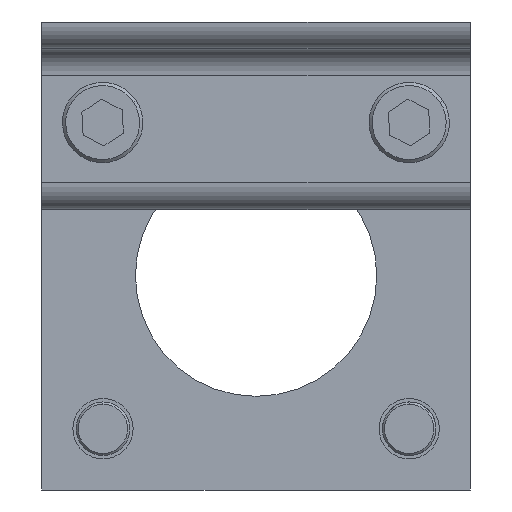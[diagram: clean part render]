
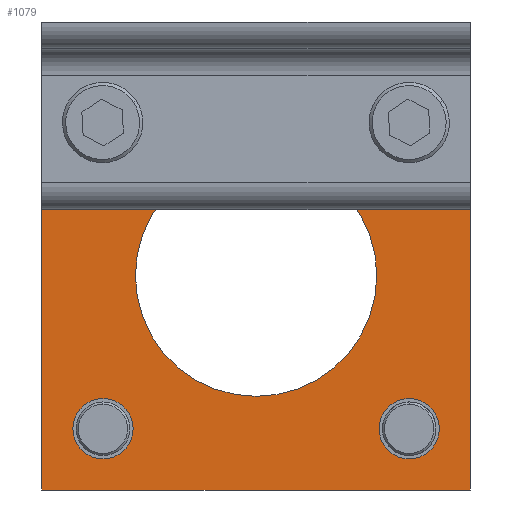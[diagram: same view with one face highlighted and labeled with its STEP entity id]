
A CAD part, front view. The second image highlights one B-rep face of the part: STEP entity #1079.
In plain terms, the highlighted planar face has unit normal (0, -1, 0).
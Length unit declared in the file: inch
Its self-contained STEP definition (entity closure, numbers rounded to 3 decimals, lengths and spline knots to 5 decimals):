
#8 = CIRCLE ( 'NONE', #1913, 0.1405 ) ;
#68 = AXIS2_PLACEMENT_3D ( 'NONE', #905, #1749, #1366 ) ;
#85 = FACE_BOUND ( 'NONE', #2427, .T. ) ;
#129 = VERTEX_POINT ( 'NONE', #2308 ) ;
#177 = EDGE_CURVE ( 'NONE', #4975, #1282, #1241, .T. ) ;
#240 = DIRECTION ( 'NONE',  ( 0., 0., 1. ) ) ;
#334 = LINE ( 'NONE', #1616, #4679 ) ;
#422 = CARTESIAN_POINT ( 'NONE',  ( 1., 0., -0.18318 ) ) ;
#430 = EDGE_CURVE ( 'NONE', #5301, #3906, #2614, .T. ) ;
#445 = VERTEX_POINT ( 'NONE', #2199 ) ;
#467 = DIRECTION ( 'NONE',  ( 0., 0., 1. ) ) ;
#507 = EDGE_CURVE ( 'NONE', #445, #5005, #4799, .T. ) ;
#555 = ORIENTED_EDGE ( 'NONE', *, *, #177, .T. ) ;
#675 = CARTESIAN_POINT ( 'NONE',  ( -0.71418, 0., -0.469 ) ) ;
#730 = DIRECTION ( 'NONE',  ( 0., 0., 1. ) ) ;
#737 = ORIENTED_EDGE ( 'NONE', *, *, #4072, .T. ) ;
#891 = ORIENTED_EDGE ( 'NONE', *, *, #430, .F. ) ;
#905 = CARTESIAN_POINT ( 'NONE',  ( -0.71418, 0., -1.89736 ) ) ;
#950 = EDGE_CURVE ( 'NONE', #5005, #445, #1640, .T. ) ;
#995 = CARTESIAN_POINT ( 'NONE',  ( 0., 0., -0.62018 ) ) ;
#998 = EDGE_CURVE ( 'NONE', #1994, #1702, #4094, .T. ) ;
#1063 = DIRECTION ( 'NONE',  ( 0., 1., 0. ) ) ;
#1079 = ADVANCED_FACE ( 'NONE', ( #2640, #3393, #3858, #4326, #85, #4250 ), #1311, .F. ) ;
#1098 = EDGE_CURVE ( 'NONE', #1450, #2154, #1466, .T. ) ;
#1152 = CIRCLE ( 'NONE', #2096, 0.1405 ) ;
#1157 = DIRECTION ( 'NONE',  ( 0., 1., 0. ) ) ;
#1160 = ORIENTED_EDGE ( 'NONE', *, *, #1191, .F. ) ;
#1191 = EDGE_CURVE ( 'NONE', #4942, #4599, #3118, .T. ) ;
#1241 = CIRCLE ( 'NONE', #2355, 0.1405 ) ;
#1282 = VERTEX_POINT ( 'NONE', #4835 ) ;
#1286 = DIRECTION ( 'NONE',  ( 0., 1., 0. ) ) ;
#1305 = DIRECTION ( 'NONE',  ( 0., 0., 1. ) ) ;
#1311 = PLANE ( 'NONE',  #3554 ) ;
#1348 = ORIENTED_EDGE ( 'NONE', *, *, #3915, .T. ) ;
#1366 = DIRECTION ( 'NONE',  ( 0., 0., 1. ) ) ;
#1417 = DIRECTION ( 'NONE',  ( -1., 0., 0. ) ) ;
#1419 = DIRECTION ( 'NONE',  ( 0., 1., 0. ) ) ;
#1427 = AXIS2_PLACEMENT_3D ( 'NONE', #4074, #1063, #240 ) ;
#1429 = EDGE_CURVE ( 'NONE', #1702, #1994, #8, .T. ) ;
#1444 = DIRECTION ( 'NONE',  ( 1., 0., 0. ) ) ;
#1445 = DIRECTION ( 'NONE',  ( 0., 1., 0. ) ) ;
#1450 = VERTEX_POINT ( 'NONE', #3023 ) ;
#1466 = CIRCLE ( 'NONE', #68, 0.1405 ) ;
#1494 = CARTESIAN_POINT ( 'NONE',  ( 0., 0., -1.18318 ) ) ;
#1616 = CARTESIAN_POINT ( 'NONE',  ( -1., 0., -2.18318 ) ) ;
#1640 = CIRCLE ( 'NONE', #5137, 0.563 ) ;
#1688 = AXIS2_PLACEMENT_3D ( 'NONE', #5118, #1779, #3914 ) ;
#1702 = VERTEX_POINT ( 'NONE', #3629 ) ;
#1713 = ORIENTED_EDGE ( 'NONE', *, *, #4077, .T. ) ;
#1733 = ORIENTED_EDGE ( 'NONE', *, *, #950, .T. ) ;
#1749 = DIRECTION ( 'NONE',  ( 0., 1., 0. ) ) ;
#1779 = DIRECTION ( 'NONE',  ( 0., 1., 0. ) ) ;
#1860 = CIRCLE ( 'NONE', #1427, 0.1405 ) ;
#1913 = AXIS2_PLACEMENT_3D ( 'NONE', #3388, #4648, #1305 ) ;
#1994 = VERTEX_POINT ( 'NONE', #4509 ) ;
#2096 = AXIS2_PLACEMENT_3D ( 'NONE', #4431, #3992, #730 ) ;
#2154 = VERTEX_POINT ( 'NONE', #2162 ) ;
#2155 = CARTESIAN_POINT ( 'NONE',  ( 1., 0., -2.18318 ) ) ;
#2162 = CARTESIAN_POINT ( 'NONE',  ( -0.71418, 0., -1.75686 ) ) ;
#2169 = VECTOR ( 'NONE', #1444, 39.37008 ) ;
#2199 = CARTESIAN_POINT ( 'NONE',  ( 0., 0., -1.74618 ) ) ;
#2308 = CARTESIAN_POINT ( 'NONE',  ( -0.71418, 0., -0.6095 ) ) ;
#2314 = CARTESIAN_POINT ( 'NONE',  ( 0.71418, 0., -1.75686 ) ) ;
#2329 = DIRECTION ( 'NONE',  ( 0., 0., 1. ) ) ;
#2355 = AXIS2_PLACEMENT_3D ( 'NONE', #4460, #4896, #2449 ) ;
#2427 = EDGE_LOOP ( 'NONE', ( #1713, #1348 ) ) ;
#2449 = DIRECTION ( 'NONE',  ( 0., 0., 1. ) ) ;
#2604 = AXIS2_PLACEMENT_3D ( 'NONE', #1494, #2639, #3141 ) ;
#2614 = LINE ( 'NONE', #3963, #2964 ) ;
#2618 = ORIENTED_EDGE ( 'NONE', *, *, #5376, .T. ) ;
#2639 = DIRECTION ( 'NONE',  ( 0., 1., 0. ) ) ;
#2640 = FACE_OUTER_BOUND ( 'NONE', #3319, .T. ) ;
#2673 = ORIENTED_EDGE ( 'NONE', *, *, #1098, .T. ) ;
#2819 = DIRECTION ( 'NONE',  ( 0., 0., 1. ) ) ;
#2872 = EDGE_LOOP ( 'NONE', ( #5237, #1733 ) ) ;
#2927 = CARTESIAN_POINT ( 'NONE',  ( 0., 0., -1.18318 ) ) ;
#2956 = AXIS2_PLACEMENT_3D ( 'NONE', #4085, #1286, #3618 ) ;
#2964 = VECTOR ( 'NONE', #1417, 39.37008 ) ;
#3023 = CARTESIAN_POINT ( 'NONE',  ( -0.71418, 0., -2.03786 ) ) ;
#3064 = ORIENTED_EDGE ( 'NONE', *, *, #1429, .T. ) ;
#3118 = LINE ( 'NONE', #3197, #2169 ) ;
#3132 = ORIENTED_EDGE ( 'NONE', *, *, #5270, .F. ) ;
#3141 = DIRECTION ( 'NONE',  ( 0., 0., 1. ) ) ;
#3158 = AXIS2_PLACEMENT_3D ( 'NONE', #675, #1445, #2329 ) ;
#3197 = CARTESIAN_POINT ( 'NONE',  ( -1., 0., -0.18318 ) ) ;
#3235 = VERTEX_POINT ( 'NONE', #5318 ) ;
#3319 = EDGE_LOOP ( 'NONE', ( #3132, #1160, #4571, #891 ) ) ;
#3388 = CARTESIAN_POINT ( 'NONE',  ( 0.71418, 0., -0.469 ) ) ;
#3393 = FACE_BOUND ( 'NONE', #5330, .T. ) ;
#3451 = CARTESIAN_POINT ( 'NONE',  ( -1., 0., -2.18318 ) ) ;
#3498 = CARTESIAN_POINT ( 'NONE',  ( 0., 0., -1.18318 ) ) ;
#3520 = EDGE_LOOP ( 'NONE', ( #3064, #4982 ) ) ;
#3554 = AXIS2_PLACEMENT_3D ( 'NONE', #3498, #1419, #467 ) ;
#3618 = DIRECTION ( 'NONE',  ( 0., 0., 1. ) ) ;
#3629 = CARTESIAN_POINT ( 'NONE',  ( 0.71418, 0., -0.6095 ) ) ;
#3816 = LINE ( 'NONE', #2155, #4583 ) ;
#3840 = DIRECTION ( 'NONE',  ( 0., 0., -1. ) ) ;
#3858 = FACE_BOUND ( 'NONE', #5160, .T. ) ;
#3906 = VERTEX_POINT ( 'NONE', #3451 ) ;
#3914 = DIRECTION ( 'NONE',  ( 0., 0., 1. ) ) ;
#3915 = EDGE_CURVE ( 'NONE', #3235, #129, #4740, .T. ) ;
#3963 = CARTESIAN_POINT ( 'NONE',  ( -1., 0., -2.18318 ) ) ;
#3992 = DIRECTION ( 'NONE',  ( 0., 1., 0. ) ) ;
#3993 = CARTESIAN_POINT ( 'NONE',  ( 1., 0., -2.18318 ) ) ;
#4072 = EDGE_CURVE ( 'NONE', #2154, #1450, #1152, .T. ) ;
#4074 = CARTESIAN_POINT ( 'NONE',  ( 0.71418, 0., -1.89736 ) ) ;
#4077 = EDGE_CURVE ( 'NONE', #129, #3235, #4817, .T. ) ;
#4085 = CARTESIAN_POINT ( 'NONE',  ( 0.71418, 0., -0.469 ) ) ;
#4094 = CIRCLE ( 'NONE', #2956, 0.1405 ) ;
#4250 = FACE_BOUND ( 'NONE', #2872, .T. ) ;
#4326 = FACE_BOUND ( 'NONE', #3520, .T. ) ;
#4389 = CARTESIAN_POINT ( 'NONE',  ( -1., 0., -0.18318 ) ) ;
#4431 = CARTESIAN_POINT ( 'NONE',  ( -0.71418, 0., -1.89736 ) ) ;
#4460 = CARTESIAN_POINT ( 'NONE',  ( 0.71418, 0., -1.89736 ) ) ;
#4509 = CARTESIAN_POINT ( 'NONE',  ( 0.71418, 0., -0.3285 ) ) ;
#4571 = ORIENTED_EDGE ( 'NONE', *, *, #5126, .F. ) ;
#4583 = VECTOR ( 'NONE', #3840, 39.37008 ) ;
#4599 = VERTEX_POINT ( 'NONE', #422 ) ;
#4648 = DIRECTION ( 'NONE',  ( 0., 1., 0. ) ) ;
#4679 = VECTOR ( 'NONE', #4903, 39.37008 ) ;
#4740 = CIRCLE ( 'NONE', #1688, 0.1405 ) ;
#4799 = CIRCLE ( 'NONE', #2604, 0.563 ) ;
#4817 = CIRCLE ( 'NONE', #3158, 0.1405 ) ;
#4835 = CARTESIAN_POINT ( 'NONE',  ( 0.71418, 0., -2.03786 ) ) ;
#4896 = DIRECTION ( 'NONE',  ( 0., 1., 0. ) ) ;
#4903 = DIRECTION ( 'NONE',  ( 0., 0., 1. ) ) ;
#4942 = VERTEX_POINT ( 'NONE', #4389 ) ;
#4975 = VERTEX_POINT ( 'NONE', #2314 ) ;
#4982 = ORIENTED_EDGE ( 'NONE', *, *, #998, .T. ) ;
#5005 = VERTEX_POINT ( 'NONE', #995 ) ;
#5118 = CARTESIAN_POINT ( 'NONE',  ( -0.71418, 0., -0.469 ) ) ;
#5126 = EDGE_CURVE ( 'NONE', #3906, #4942, #334, .T. ) ;
#5137 = AXIS2_PLACEMENT_3D ( 'NONE', #2927, #1157, #2819 ) ;
#5160 = EDGE_LOOP ( 'NONE', ( #2618, #555 ) ) ;
#5237 = ORIENTED_EDGE ( 'NONE', *, *, #507, .T. ) ;
#5270 = EDGE_CURVE ( 'NONE', #4599, #5301, #3816, .T. ) ;
#5301 = VERTEX_POINT ( 'NONE', #3993 ) ;
#5318 = CARTESIAN_POINT ( 'NONE',  ( -0.71418, 0., -0.3285 ) ) ;
#5330 = EDGE_LOOP ( 'NONE', ( #2673, #737 ) ) ;
#5376 = EDGE_CURVE ( 'NONE', #1282, #4975, #1860, .T. ) ;
